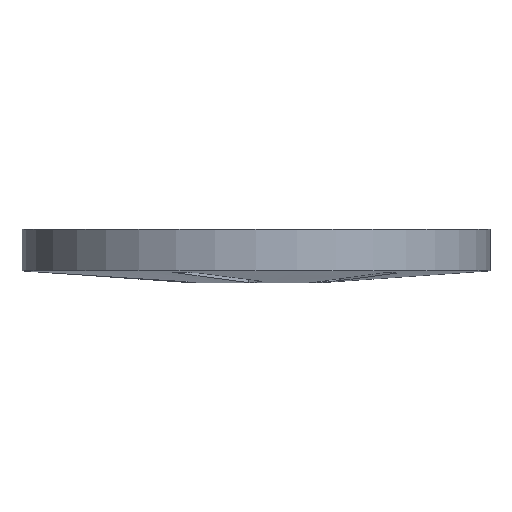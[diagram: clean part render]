
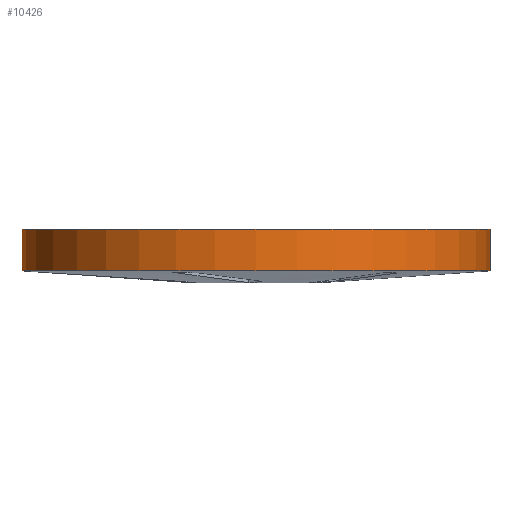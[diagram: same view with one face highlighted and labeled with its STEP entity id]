
A CAD part, front view. The second image highlights one B-rep face of the part: STEP entity #10426.
In plain terms, the highlighted cylindrical face has radius 222.5 mm (diameter 445 mm), a full revolution.
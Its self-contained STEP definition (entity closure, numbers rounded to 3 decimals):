
#127=CYLINDRICAL_SURFACE('',#10894,222.5);
#232=CIRCLE('',#10821,222.5);
#264=CIRCLE('',#10895,222.5);
#1117=FACE_OUTER_BOUND('',#1719,.T.);
#1719=EDGE_LOOP('',(#9583,#9584,#9585,#9586));
#2575=LINE('',#19165,#3425);
#3425=VECTOR('',#12637,222.5);
#4943=VERTEX_POINT('',#18955);
#4979=VERTEX_POINT('',#19163);
#6448=EDGE_CURVE('',#4943,#4943,#232,.T.);
#6522=EDGE_CURVE('',#4979,#4979,#264,.T.);
#6523=EDGE_CURVE('',#4979,#4943,#2575,.T.);
#9583=ORIENTED_EDGE('',*,*,#6522,.F.);
#9584=ORIENTED_EDGE('',*,*,#6523,.T.);
#9585=ORIENTED_EDGE('',*,*,#6448,.T.);
#9586=ORIENTED_EDGE('',*,*,#6523,.F.);
#10426=ADVANCED_FACE('',(#1117),#127,.T.);
#10821=AXIS2_PLACEMENT_3D('',#18957,#12456,#12457);
#10894=AXIS2_PLACEMENT_3D('',#19162,#12633,#12634);
#10895=AXIS2_PLACEMENT_3D('',#19164,#12635,#12636);
#12456=DIRECTION('center_axis',(0.,0.,-1.));
#12457=DIRECTION('ref_axis',(1.,0.,0.));
#12633=DIRECTION('center_axis',(0.,0.,-1.));
#12634=DIRECTION('ref_axis',(-1.,0.,0.));
#12635=DIRECTION('center_axis',(0.,0.,-1.));
#12636=DIRECTION('ref_axis',(1.,0.,0.));
#12637=DIRECTION('',(0.,0.,1.));
#18955=CARTESIAN_POINT('',(222.5,0.,51.));
#18957=CARTESIAN_POINT('Origin',(0.,0.,51.));
#19162=CARTESIAN_POINT('Origin',(0.,0.,31.182));
#19163=CARTESIAN_POINT('',(222.5,0.,11.363));
#19164=CARTESIAN_POINT('Origin',(0.,0.,11.363));
#19165=CARTESIAN_POINT('',(222.5,0.,31.182));
